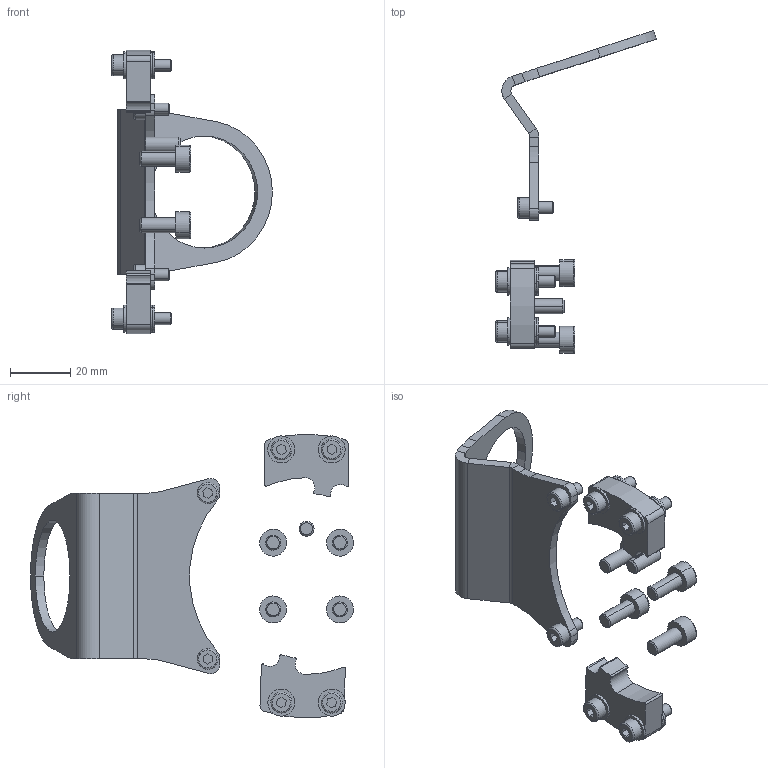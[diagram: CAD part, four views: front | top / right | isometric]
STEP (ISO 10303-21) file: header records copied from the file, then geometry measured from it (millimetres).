
FILE_DESCRIPTION (( 'STEP AP203' ), '1' );
FILE_NAME ('P5308.STEP', '2018-12-21T06:50:45', ( 'RSPlokal' ), ( 'Microsoft' ), 'SwSTEP 2.0', 'SolidWorks 2017', '' );
FILE_SCHEMA (( 'CONFIG_CONTROL_DESIGN' ));
Length unit declared in the file: millimetre
Products named in the file (1): P5308
Bounding box: 53.55 x 107.6 x 94.47 mm (x, y, z)
Volume: 21979.5 mm3; surface area: 18192.1 mm2
Topology: 26 solids, 26 shells, 356 faces, 792 edges, 508 vertices
Faces by surface type: cylinder 156, plane 156, cone 24, torus 20
Entity records: 10035 total; most frequent: DIRECTION 1882, CARTESIAN_POINT 1657, ORIENTED_EDGE 1584, EDGE_CURVE 792, AXIS2_PLACEMENT_3D 733, VERTEX_POINT 508, LINE 416, VECTOR 416
